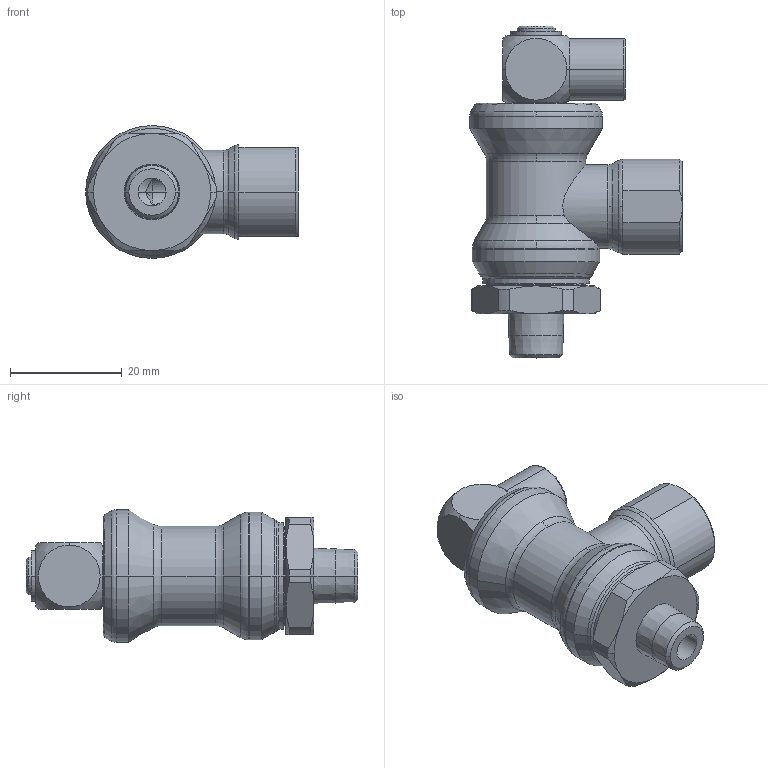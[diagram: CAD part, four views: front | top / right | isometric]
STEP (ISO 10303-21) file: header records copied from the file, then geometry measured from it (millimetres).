
FILE_DESCRIPTION(('STEP AP214'),'1');
FILE_NAME('7886_13_10.stp','2016-07-07T14:55:03',('TraceParts'),('TraceParts S.A.'),'Spatial InterOp 3D',' ',' ');
FILE_SCHEMA(('automotive_design'));
Length unit declared in the file: millimetre
Products named in the file (1): 1
Bounding box: 38.1 x 59.45 x 23.8 mm (x, y, z)
Volume: 17215.1 mm3; surface area: 6787.7 mm2
Topology: 1 solids, 1 shells, 144 faces, 344 edges, 214 vertices
Faces by surface type: cone 56, cylinder 36, plane 29, torus 21, sphere 2
Entity records: 4495 total; most frequent: CARTESIAN_POINT 1059, DIRECTION 808, ORIENTED_EDGE 684, AXIS2_PLACEMENT_3D 361, EDGE_CURVE 342, VERTEX_POINT 214, CIRCLE 214, EDGE_LOOP 160
